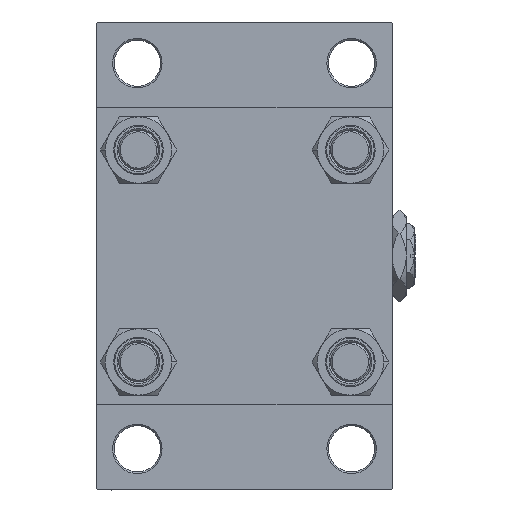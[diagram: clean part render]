
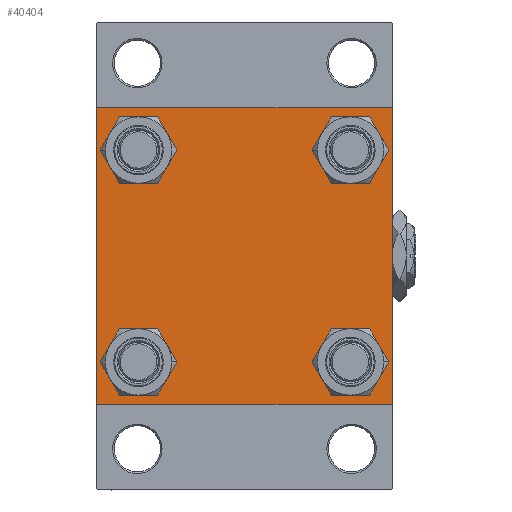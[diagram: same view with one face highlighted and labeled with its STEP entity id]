
A CAD part, left-side view. The second image highlights one B-rep face of the part: STEP entity #40404.
In plain terms, the highlighted planar face has unit normal (-1, 0, 0).
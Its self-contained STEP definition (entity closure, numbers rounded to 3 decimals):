
#738 = VECTOR ( 'NONE', #2003, 1000. ) ;
#1063 = CARTESIAN_POINT ( 'NONE',  ( 0., -44.5, 45. ) ) ;
#2003 = DIRECTION ( 'NONE',  ( 0., -1., 0. ) ) ;
#2303 = VERTEX_POINT ( 'NONE', #42519 ) ;
#3035 = CARTESIAN_POINT ( 'NONE',  ( 0., 32.15, 38.65 ) ) ;
#3080 = VECTOR ( 'NONE', #7528, 1000. ) ;
#3944 = CARTESIAN_POINT ( 'NONE',  ( 0., 44.75, 44.75 ) ) ;
#4257 = ORIENTED_EDGE ( 'NONE', *, *, #17590, .T. ) ;
#4481 = VERTEX_POINT ( 'NONE', #40675 ) ;
#4538 = VECTOR ( 'NONE', #29165, 1000. ) ;
#5127 = EDGE_CURVE ( 'NONE', #35830, #30253, #10452, .T. ) ;
#5133 = EDGE_CURVE ( 'NONE', #35774, #2303, #45038, .T. ) ;
#6367 = EDGE_CURVE ( 'NONE', #25104, #30253, #34336, .T. ) ;
#6836 = ORIENTED_EDGE ( 'NONE', *, *, #43762, .T. ) ;
#6870 = LINE ( 'NONE', #26321, #9013 ) ;
#7528 = DIRECTION ( 'NONE',  ( 0., 0.707, -0.707 ) ) ;
#7594 = EDGE_CURVE ( 'NONE', #31525, #38830, #44028, .T. ) ;
#7786 = LINE ( 'NONE', #3944, #3080 ) ;
#7993 = DIRECTION ( 'NONE',  ( 1., 0., 0. ) ) ;
#7994 = CARTESIAN_POINT ( 'NONE',  ( 0., 32.15, 32.15 ) ) ;
#9013 = VECTOR ( 'NONE', #22482, 1000. ) ;
#9028 = DIRECTION ( 'NONE',  ( 0., -1., 0. ) ) ;
#9215 = VECTOR ( 'NONE', #9028, 1000. ) ;
#9412 = VERTEX_POINT ( 'NONE', #47223 ) ;
#9417 = CARTESIAN_POINT ( 'NONE',  ( 0., 45., -45. ) ) ;
#10452 = LINE ( 'NONE', #22479, #38504 ) ;
#10984 = EDGE_CURVE ( 'NONE', #25104, #38830, #27215, .T. ) ;
#12821 = VERTEX_POINT ( 'NONE', #30286 ) ;
#13045 = AXIS2_PLACEMENT_3D ( 'NONE', #13694, #36431, #17023 ) ;
#13694 = CARTESIAN_POINT ( 'NONE',  ( 0., 0., 0. ) ) ;
#14315 = EDGE_CURVE ( 'NONE', #9412, #12821, #32745, .T. ) ;
#14340 = EDGE_LOOP ( 'NONE', ( #14909, #18079 ) ) ;
#14909 = ORIENTED_EDGE ( 'NONE', *, *, #5133, .T. ) ;
#16221 = CIRCLE ( 'NONE', #44757, 6.5 ) ;
#16321 = CARTESIAN_POINT ( 'NONE',  ( 0., 32.15, -32.15 ) ) ;
#16322 = AXIS2_PLACEMENT_3D ( 'NONE', #37481, #37738, #48990 ) ;
#16540 = VECTOR ( 'NONE', #30767, 1000. ) ;
#16808 = ORIENTED_EDGE ( 'NONE', *, *, #33919, .T. ) ;
#16940 = DIRECTION ( 'NONE',  ( 0., 0., 1. ) ) ;
#17023 = DIRECTION ( 'NONE',  ( 0., 0., 1. ) ) ;
#17280 = VERTEX_POINT ( 'NONE', #45779 ) ;
#17525 = FACE_OUTER_BOUND ( 'NONE', #44766, .T. ) ;
#17590 = EDGE_CURVE ( 'NONE', #43306, #34945, #27391, .T. ) ;
#18079 = ORIENTED_EDGE ( 'NONE', *, *, #31041, .T. ) ;
#18180 = CARTESIAN_POINT ( 'NONE',  ( 0., 44.5, 45. ) ) ;
#18386 = DIRECTION ( 'NONE',  ( 0., -0.707, 0.707 ) ) ;
#19543 = CIRCLE ( 'NONE', #48920, 6.5 ) ;
#19576 = CIRCLE ( 'NONE', #16322, 6.5 ) ;
#19790 = AXIS2_PLACEMENT_3D ( 'NONE', #49547, #30138, #45699 ) ;
#20357 = FACE_BOUND ( 'NONE', #14340, .T. ) ;
#20613 = FACE_BOUND ( 'NONE', #31745, .T. ) ;
#21060 = CARTESIAN_POINT ( 'NONE',  ( 0., -32.15, -25.65 ) ) ;
#21289 = DIRECTION ( 'NONE',  ( 1., 0., 0. ) ) ;
#21848 = VERTEX_POINT ( 'NONE', #33539 ) ;
#21889 = CARTESIAN_POINT ( 'NONE',  ( 0., 32.15, 25.65 ) ) ;
#21964 = EDGE_CURVE ( 'NONE', #34945, #43306, #44656, .T. ) ;
#22479 = CARTESIAN_POINT ( 'NONE',  ( 0., -44.75, -44.75 ) ) ;
#22482 = DIRECTION ( 'NONE',  ( 0., -0.707, -0.707 ) ) ;
#22960 = ORIENTED_EDGE ( 'NONE', *, *, #7594, .F. ) ;
#23022 = CARTESIAN_POINT ( 'NONE',  ( 0., -45., 44.5 ) ) ;
#23356 = DIRECTION ( 'NONE',  ( 1., 0., 0. ) ) ;
#23611 = EDGE_CURVE ( 'NONE', #31525, #9412, #7786, .T. ) ;
#23866 = DIRECTION ( 'NONE',  ( 0., 0., 1. ) ) ;
#23890 = CARTESIAN_POINT ( 'NONE',  ( 0., 45., 45. ) ) ;
#23987 = DIRECTION ( 'NONE',  ( 0., 0., 1. ) ) ;
#24203 = FACE_BOUND ( 'NONE', #39032, .T. ) ;
#24805 = VECTOR ( 'NONE', #31035, 1000. ) ;
#25104 = VERTEX_POINT ( 'NONE', #23022 ) ;
#25198 = FACE_BOUND ( 'NONE', #40163, .T. ) ;
#25420 = CARTESIAN_POINT ( 'NONE',  ( 0., -32.15, 32.15 ) ) ;
#25437 = EDGE_CURVE ( 'NONE', #39806, #34943, #16221, .T. ) ;
#26321 = CARTESIAN_POINT ( 'NONE',  ( 0., 44.75, -44.75 ) ) ;
#26635 = CARTESIAN_POINT ( 'NONE',  ( 0., 32.15, 32.15 ) ) ;
#27215 = LINE ( 'NONE', #31544, #24805 ) ;
#27230 = ORIENTED_EDGE ( 'NONE', *, *, #23611, .T. ) ;
#27391 = CIRCLE ( 'NONE', #29040, 6.5 ) ;
#27749 = CIRCLE ( 'NONE', #34244, 6.5 ) ;
#29040 = AXIS2_PLACEMENT_3D ( 'NONE', #7994, #23356, #47098 ) ;
#29165 = DIRECTION ( 'NONE',  ( 0., 0., -1. ) ) ;
#29510 = DIRECTION ( 'NONE',  ( 1., 0., 0. ) ) ;
#30138 = DIRECTION ( 'NONE',  ( 1., 0., 0. ) ) ;
#30253 = VERTEX_POINT ( 'NONE', #35908 ) ;
#30286 = CARTESIAN_POINT ( 'NONE',  ( 0., 45., -44.5 ) ) ;
#30610 = EDGE_CURVE ( 'NONE', #34943, #39806, #19543, .T. ) ;
#30767 = DIRECTION ( 'NONE',  ( 0., 0., -1. ) ) ;
#31035 = DIRECTION ( 'NONE',  ( 0., 0.707, 0.707 ) ) ;
#31041 = EDGE_CURVE ( 'NONE', #2303, #35774, #19576, .T. ) ;
#31064 = ORIENTED_EDGE ( 'NONE', *, *, #45160, .T. ) ;
#31525 = VERTEX_POINT ( 'NONE', #18180 ) ;
#31544 = CARTESIAN_POINT ( 'NONE',  ( 0., -44.75, 44.75 ) ) ;
#31745 = EDGE_LOOP ( 'NONE', ( #6836, #16808 ) ) ;
#31908 = DIRECTION ( 'NONE',  ( 1., 0., 0. ) ) ;
#32023 = CARTESIAN_POINT ( 'NONE',  ( 0., 32.15, -32.15 ) ) ;
#32745 = LINE ( 'NONE', #37068, #4538 ) ;
#33111 = PLANE ( 'NONE',  #13045 ) ;
#33539 = CARTESIAN_POINT ( 'NONE',  ( 0., 32.15, -38.65 ) ) ;
#33919 = EDGE_CURVE ( 'NONE', #21848, #4481, #45760, .T. ) ;
#34037 = AXIS2_PLACEMENT_3D ( 'NONE', #26635, #38108, #41689 ) ;
#34244 = AXIS2_PLACEMENT_3D ( 'NONE', #32023, #7993, #23866 ) ;
#34336 = LINE ( 'NONE', #50433, #16540 ) ;
#34943 = VERTEX_POINT ( 'NONE', #45715 ) ;
#34945 = VERTEX_POINT ( 'NONE', #3035 ) ;
#35745 = ORIENTED_EDGE ( 'NONE', *, *, #21964, .T. ) ;
#35774 = VERTEX_POINT ( 'NONE', #21060 ) ;
#35830 = VERTEX_POINT ( 'NONE', #46288 ) ;
#35908 = CARTESIAN_POINT ( 'NONE',  ( 0., -45., -44.5 ) ) ;
#36431 = DIRECTION ( 'NONE',  ( -1., 0., 0. ) ) ;
#37068 = CARTESIAN_POINT ( 'NONE',  ( 0., 45., 45. ) ) ;
#37481 = CARTESIAN_POINT ( 'NONE',  ( 0., -32.15, -32.15 ) ) ;
#37738 = DIRECTION ( 'NONE',  ( 1., 0., 0. ) ) ;
#38108 = DIRECTION ( 'NONE',  ( 1., 0., 0. ) ) ;
#38318 = EDGE_CURVE ( 'NONE', #17280, #35830, #40839, .T. ) ;
#38504 = VECTOR ( 'NONE', #18386, 1000. ) ;
#38830 = VERTEX_POINT ( 'NONE', #1063 ) ;
#38935 = CARTESIAN_POINT ( 'NONE',  ( 0., -32.15, 25.65 ) ) ;
#39032 = EDGE_LOOP ( 'NONE', ( #45935, #44122 ) ) ;
#39720 = ORIENTED_EDGE ( 'NONE', *, *, #6367, .F. ) ;
#39806 = VERTEX_POINT ( 'NONE', #38935 ) ;
#40163 = EDGE_LOOP ( 'NONE', ( #35745, #4257 ) ) ;
#40276 = ORIENTED_EDGE ( 'NONE', *, *, #5127, .T. ) ;
#40404 = ADVANCED_FACE ( 'NONE', ( #24203, #20357, #20613, #25198, #17525 ), #33111, .T. ) ;
#40675 = CARTESIAN_POINT ( 'NONE',  ( 0., 32.15, -25.65 ) ) ;
#40839 = LINE ( 'NONE', #9417, #738 ) ;
#41689 = DIRECTION ( 'NONE',  ( 0., 0., 1. ) ) ;
#42519 = CARTESIAN_POINT ( 'NONE',  ( 0., -32.15, -38.65 ) ) ;
#42803 = ORIENTED_EDGE ( 'NONE', *, *, #10984, .T. ) ;
#43306 = VERTEX_POINT ( 'NONE', #21889 ) ;
#43553 = ORIENTED_EDGE ( 'NONE', *, *, #14315, .T. ) ;
#43762 = EDGE_CURVE ( 'NONE', #4481, #21848, #27749, .T. ) ;
#44028 = LINE ( 'NONE', #23890, #9215 ) ;
#44122 = ORIENTED_EDGE ( 'NONE', *, *, #25437, .T. ) ;
#44130 = AXIS2_PLACEMENT_3D ( 'NONE', #16321, #31908, #47991 ) ;
#44656 = CIRCLE ( 'NONE', #34037, 6.5 ) ;
#44757 = AXIS2_PLACEMENT_3D ( 'NONE', #25420, #29510, #23987 ) ;
#44766 = EDGE_LOOP ( 'NONE', ( #43553, #31064, #46914, #40276, #39720, #42803, #22960, #27230 ) ) ;
#45038 = CIRCLE ( 'NONE', #19790, 6.5 ) ;
#45160 = EDGE_CURVE ( 'NONE', #12821, #17280, #6870, .T. ) ;
#45699 = DIRECTION ( 'NONE',  ( 0., 0., 1. ) ) ;
#45715 = CARTESIAN_POINT ( 'NONE',  ( 0., -32.15, 38.65 ) ) ;
#45760 = CIRCLE ( 'NONE', #44130, 6.5 ) ;
#45779 = CARTESIAN_POINT ( 'NONE',  ( 0., 44.5, -45. ) ) ;
#45935 = ORIENTED_EDGE ( 'NONE', *, *, #30610, .T. ) ;
#46288 = CARTESIAN_POINT ( 'NONE',  ( 0., -44.5, -45. ) ) ;
#46914 = ORIENTED_EDGE ( 'NONE', *, *, #38318, .T. ) ;
#47098 = DIRECTION ( 'NONE',  ( 0., 0., 1. ) ) ;
#47223 = CARTESIAN_POINT ( 'NONE',  ( 0., 45., 44.5 ) ) ;
#47991 = DIRECTION ( 'NONE',  ( 0., 0., 1. ) ) ;
#48117 = CARTESIAN_POINT ( 'NONE',  ( 0., -32.15, 32.15 ) ) ;
#48920 = AXIS2_PLACEMENT_3D ( 'NONE', #48117, #21289, #16940 ) ;
#48990 = DIRECTION ( 'NONE',  ( 0., 0., 1. ) ) ;
#49547 = CARTESIAN_POINT ( 'NONE',  ( 0., -32.15, -32.15 ) ) ;
#50433 = CARTESIAN_POINT ( 'NONE',  ( 0., -45., 45. ) ) ;
